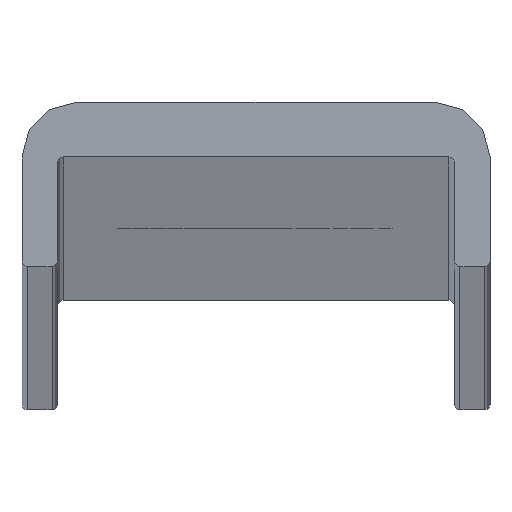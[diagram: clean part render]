
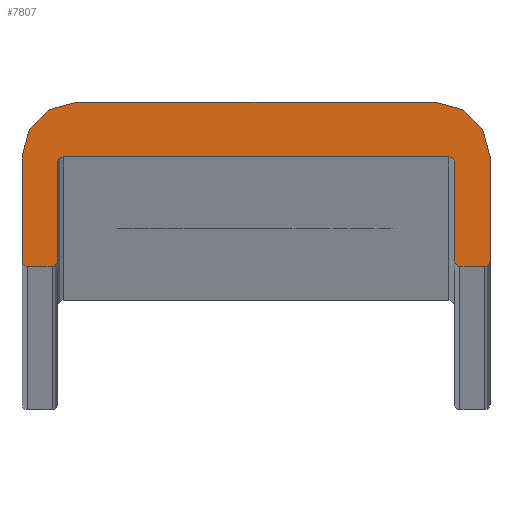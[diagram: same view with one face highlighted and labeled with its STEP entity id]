
A CAD part, top view. The second image highlights one B-rep face of the part: STEP entity #7807.
In plain terms, the highlighted planar face has unit normal (0, 0, 1).
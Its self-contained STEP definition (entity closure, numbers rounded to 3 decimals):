
#132 = CARTESIAN_POINT ( 'NONE',  ( 7.25, 3.8, 1500. ) ) ;
#304 = ORIENTED_EDGE ( 'NONE', *, *, #11500, .T. ) ;
#443 = CIRCLE ( 'NONE', #7532, 0.2 ) ;
#1075 = EDGE_CURVE ( 'NONE', #10895, #15506, #4066, .T. ) ;
#1282 = VERTEX_POINT ( 'NONE', #3825 ) ;
#1448 = DIRECTION ( 'NONE',  ( 1., 0., 0. ) ) ;
#1716 = EDGE_CURVE ( 'NONE', #9570, #13573, #3685, .T. ) ;
#1732 = AXIS2_PLACEMENT_3D ( 'NONE', #11355, #9792, #1448 ) ;
#1804 = CARTESIAN_POINT ( 'NONE',  ( 7.45, 0., 1500. ) ) ;
#2009 = CARTESIAN_POINT ( 'NONE',  ( 8.55, 4., 1500. ) ) ;
#2013 = VECTOR ( 'NONE', #15153, 1000. ) ;
#2099 = EDGE_CURVE ( 'NONE', #17499, #3026, #18219, .T. ) ;
#2114 = ORIENTED_EDGE ( 'NONE', *, *, #1075, .T. ) ;
#2118 = VERTEX_POINT ( 'NONE', #5941 ) ;
#2184 = DIRECTION ( 'NONE',  ( 0., 0., 1. ) ) ;
#2216 = CARTESIAN_POINT ( 'NONE',  ( -7.05, 3.8, 1500. ) ) ;
#2420 = EDGE_CURVE ( 'NONE', #4911, #11768, #4754, .T. ) ;
#2525 = EDGE_CURVE ( 'NONE', #12228, #4911, #11128, .T. ) ;
#2627 = DIRECTION ( 'NONE',  ( 1., 0., 0. ) ) ;
#2750 = CARTESIAN_POINT ( 'NONE',  ( 7.05, 3.8, 1500. ) ) ;
#2758 = EDGE_CURVE ( 'NONE', #13955, #12228, #17991, .T. ) ;
#2900 = VERTEX_POINT ( 'NONE', #6557 ) ;
#2991 = VECTOR ( 'NONE', #9638, 1000. ) ;
#3026 = VERTEX_POINT ( 'NONE', #9694 ) ;
#3144 = ORIENTED_EDGE ( 'NONE', *, *, #2420, .T. ) ;
#3184 = LINE ( 'NONE', #2009, #15736 ) ;
#3314 = DIRECTION ( 'NONE',  ( 0., 1., 0. ) ) ;
#3685 = LINE ( 'NONE', #9061, #5645 ) ;
#3825 = CARTESIAN_POINT ( 'NONE',  ( 8.55, 4., 1500. ) ) ;
#4021 = ORIENTED_EDGE ( 'NONE', *, *, #11489, .T. ) ;
#4064 = EDGE_CURVE ( 'NONE', #12736, #1282, #3184, .T. ) ;
#4066 = LINE ( 'NONE', #132, #17972 ) ;
#4315 = DIRECTION ( 'NONE',  ( 0., -1., 0. ) ) ;
#4723 = ORIENTED_EDGE ( 'NONE', *, *, #5504, .T. ) ;
#4754 = LINE ( 'NONE', #6730, #12027 ) ;
#4911 = VERTEX_POINT ( 'NONE', #9496 ) ;
#5104 = CARTESIAN_POINT ( 'NONE',  ( -7.05, 4., 1500. ) ) ;
#5149 = CARTESIAN_POINT ( 'NONE',  ( -6.55, 6., 1500. ) ) ;
#5244 = ORIENTED_EDGE ( 'NONE', *, *, #4064, .T. ) ;
#5504 = EDGE_CURVE ( 'NONE', #12484, #2900, #5578, .T. ) ;
#5578 = LINE ( 'NONE', #9637, #13688 ) ;
#5645 = VECTOR ( 'NONE', #3314, 1000. ) ;
#5653 = DIRECTION ( 'NONE',  ( 1., 0., 0. ) ) ;
#5730 = AXIS2_PLACEMENT_3D ( 'NONE', #2216, #7876, #12165 ) ;
#5941 = CARTESIAN_POINT ( 'NONE',  ( -8.35, 0., 1500. ) ) ;
#6195 = AXIS2_PLACEMENT_3D ( 'NONE', #16081, #2184, #12025 ) ;
#6355 = EDGE_CURVE ( 'NONE', #13573, #12484, #12163, .T. ) ;
#6421 = LINE ( 'NONE', #16690, #2013 ) ;
#6497 = CARTESIAN_POINT ( 'NONE',  ( -7.25, 0.2, 1500. ) ) ;
#6557 = CARTESIAN_POINT ( 'NONE',  ( 7.05, 4., 1500. ) ) ;
#6730 = CARTESIAN_POINT ( 'NONE',  ( -8.55, 0.2, 1500. ) ) ;
#6783 = DIRECTION ( 'NONE',  ( 0., 0., -1. ) ) ;
#6786 = ORIENTED_EDGE ( 'NONE', *, *, #12661, .T. ) ;
#6804 = CARTESIAN_POINT ( 'NONE',  ( 7.45, 0.2, 1500. ) ) ;
#6834 = AXIS2_PLACEMENT_3D ( 'NONE', #8042, #8154, #18014 ) ;
#7133 = ORIENTED_EDGE ( 'NONE', *, *, #14491, .T. ) ;
#7460 = DIRECTION ( 'NONE',  ( 0., 0., 1. ) ) ;
#7532 = AXIS2_PLACEMENT_3D ( 'NONE', #2750, #13805, #2627 ) ;
#7769 = ORIENTED_EDGE ( 'NONE', *, *, #2758, .T. ) ;
#7807 = ADVANCED_FACE ( 'NONE', ( #12812 ), #9640, .F. ) ;
#7876 = DIRECTION ( 'NONE',  ( 0., 0., -1. ) ) ;
#8042 = CARTESIAN_POINT ( 'NONE',  ( -8.35, 0.2, 1500. ) ) ;
#8154 = DIRECTION ( 'NONE',  ( 0., 0., 1. ) ) ;
#8295 = DIRECTION ( 'NONE',  ( 0., 0., 1. ) ) ;
#8475 = EDGE_CURVE ( 'NONE', #8898, #9570, #8636, .T. ) ;
#8534 = CARTESIAN_POINT ( 'NONE',  ( -6.55, 6., 1500. ) ) ;
#8636 = CIRCLE ( 'NONE', #12800, 0.2 ) ;
#8698 = AXIS2_PLACEMENT_3D ( 'NONE', #16751, #6783, #16578 ) ;
#8781 = DIRECTION ( 'NONE',  ( 1., 0., 0. ) ) ;
#8898 = VERTEX_POINT ( 'NONE', #10921 ) ;
#9005 = CIRCLE ( 'NONE', #11642, 2. ) ;
#9061 = CARTESIAN_POINT ( 'NONE',  ( -7.25, 0.2, 1500. ) ) ;
#9094 = DIRECTION ( 'NONE',  ( -1., 0., 0. ) ) ;
#9496 = CARTESIAN_POINT ( 'NONE',  ( -8.55, 4., 1500. ) ) ;
#9570 = VERTEX_POINT ( 'NONE', #6497 ) ;
#9637 = CARTESIAN_POINT ( 'NONE',  ( -7.05, 4., 1500. ) ) ;
#9638 = DIRECTION ( 'NONE',  ( -1., 0., 0. ) ) ;
#9640 = PLANE ( 'NONE',  #8698 ) ;
#9694 = CARTESIAN_POINT ( 'NONE',  ( 8.35, 0., 1500. ) ) ;
#9760 = CIRCLE ( 'NONE', #1732, 0.2 ) ;
#9792 = DIRECTION ( 'NONE',  ( 0., 0., 1. ) ) ;
#9834 = DIRECTION ( 'NONE',  ( 0., 0., 1. ) ) ;
#10326 = EDGE_CURVE ( 'NONE', #2118, #8898, #6421, .T. ) ;
#10789 = ORIENTED_EDGE ( 'NONE', *, *, #2525, .T. ) ;
#10827 = CARTESIAN_POINT ( 'NONE',  ( 7.45, 0., 1500. ) ) ;
#10895 = VERTEX_POINT ( 'NONE', #17415 ) ;
#10921 = CARTESIAN_POINT ( 'NONE',  ( -7.45, 0., 1500. ) ) ;
#11128 = CIRCLE ( 'NONE', #6195, 2. ) ;
#11208 = DIRECTION ( 'NONE',  ( 0., -1., 0. ) ) ;
#11355 = CARTESIAN_POINT ( 'NONE',  ( 8.35, 0.2, 1500. ) ) ;
#11489 = EDGE_CURVE ( 'NONE', #15506, #17499, #16966, .T. ) ;
#11500 = EDGE_CURVE ( 'NONE', #2900, #10895, #443, .T. ) ;
#11642 = AXIS2_PLACEMENT_3D ( 'NONE', #17451, #7460, #9094 ) ;
#11768 = VERTEX_POINT ( 'NONE', #17192 ) ;
#12025 = DIRECTION ( 'NONE',  ( 1., 0., 0. ) ) ;
#12027 = VECTOR ( 'NONE', #11208, 1000. ) ;
#12163 = CIRCLE ( 'NONE', #5730, 0.2 ) ;
#12165 = DIRECTION ( 'NONE',  ( 1., 0., 0. ) ) ;
#12228 = VERTEX_POINT ( 'NONE', #8534 ) ;
#12399 = DIRECTION ( 'NONE',  ( -1., 0., 0. ) ) ;
#12484 = VERTEX_POINT ( 'NONE', #5104 ) ;
#12661 = EDGE_CURVE ( 'NONE', #11768, #2118, #14277, .T. ) ;
#12736 = VERTEX_POINT ( 'NONE', #15404 ) ;
#12800 = AXIS2_PLACEMENT_3D ( 'NONE', #13931, #8295, #5653 ) ;
#12812 = FACE_OUTER_BOUND ( 'NONE', #17489, .T. ) ;
#13254 = DIRECTION ( 'NONE',  ( 0., 1., 0. ) ) ;
#13391 = CARTESIAN_POINT ( 'NONE',  ( -7.25, 3.8, 1500. ) ) ;
#13573 = VERTEX_POINT ( 'NONE', #13391 ) ;
#13581 = CARTESIAN_POINT ( 'NONE',  ( 6.55, 6., 1500. ) ) ;
#13688 = VECTOR ( 'NONE', #13841, 1000. ) ;
#13805 = DIRECTION ( 'NONE',  ( 0., 0., -1. ) ) ;
#13841 = DIRECTION ( 'NONE',  ( 1., 0., 0. ) ) ;
#13931 = CARTESIAN_POINT ( 'NONE',  ( -7.45, 0.2, 1500. ) ) ;
#13955 = VERTEX_POINT ( 'NONE', #13581 ) ;
#14277 = CIRCLE ( 'NONE', #6834, 0.2 ) ;
#14491 = EDGE_CURVE ( 'NONE', #3026, #12736, #9760, .T. ) ;
#15153 = DIRECTION ( 'NONE',  ( 1., 0., 0. ) ) ;
#15326 = AXIS2_PLACEMENT_3D ( 'NONE', #6804, #9834, #12399 ) ;
#15404 = CARTESIAN_POINT ( 'NONE',  ( 8.55, 0.2, 1500. ) ) ;
#15506 = VERTEX_POINT ( 'NONE', #18272 ) ;
#15736 = VECTOR ( 'NONE', #13254, 1000. ) ;
#16081 = CARTESIAN_POINT ( 'NONE',  ( -6.55, 4., 1500. ) ) ;
#16177 = ORIENTED_EDGE ( 'NONE', *, *, #10326, .T. ) ;
#16254 = ORIENTED_EDGE ( 'NONE', *, *, #6355, .T. ) ;
#16256 = ORIENTED_EDGE ( 'NONE', *, *, #18246, .T. ) ;
#16578 = DIRECTION ( 'NONE',  ( -1., 0., 0. ) ) ;
#16690 = CARTESIAN_POINT ( 'NONE',  ( -8.35, 0., 1500. ) ) ;
#16751 = CARTESIAN_POINT ( 'NONE',  ( 6.55, 4., 1500. ) ) ;
#16966 = CIRCLE ( 'NONE', #15326, 0.2 ) ;
#17051 = ORIENTED_EDGE ( 'NONE', *, *, #2099, .T. ) ;
#17080 = ORIENTED_EDGE ( 'NONE', *, *, #1716, .T. ) ;
#17192 = CARTESIAN_POINT ( 'NONE',  ( -8.55, 0.2, 1500. ) ) ;
#17415 = CARTESIAN_POINT ( 'NONE',  ( 7.25, 3.8, 1500. ) ) ;
#17451 = CARTESIAN_POINT ( 'NONE',  ( 6.55, 4., 1500. ) ) ;
#17489 = EDGE_LOOP ( 'NONE', ( #16256, #7769, #10789, #3144, #6786, #16177, #18108, #17080, #16254, #4723, #304, #2114, #4021, #17051, #7133, #5244 ) ) ;
#17499 = VERTEX_POINT ( 'NONE', #10827 ) ;
#17765 = VECTOR ( 'NONE', #8781, 1000. ) ;
#17972 = VECTOR ( 'NONE', #4315, 1000. ) ;
#17991 = LINE ( 'NONE', #5149, #2991 ) ;
#18014 = DIRECTION ( 'NONE',  ( -1., 0., 0. ) ) ;
#18108 = ORIENTED_EDGE ( 'NONE', *, *, #8475, .T. ) ;
#18219 = LINE ( 'NONE', #1804, #17765 ) ;
#18246 = EDGE_CURVE ( 'NONE', #1282, #13955, #9005, .T. ) ;
#18272 = CARTESIAN_POINT ( 'NONE',  ( 7.25, 0.2, 1500. ) ) ;
